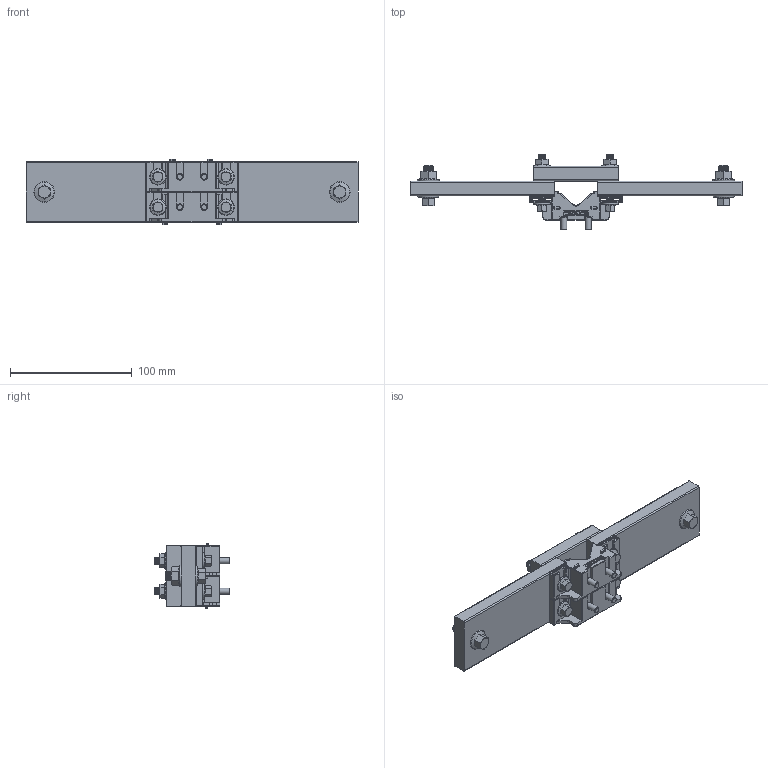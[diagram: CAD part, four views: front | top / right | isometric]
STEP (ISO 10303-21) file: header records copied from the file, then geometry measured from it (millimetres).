
FILE_DESCRIPTION(/* description */ (''),/* implementation_level */ '2;1');
FILE_NAME(/* name */ 'TNL1000.step',/* time_stamp */ '2022-04-12T08:43:07+01:00',/* author */ (''),/* organization */ (''),/* preprocessor_version */ 'ST-DEVELOPER v18.1',/* originating_system */ 'Autodesk Translation Framework v10.14.0.1471',/* authorisation */ '');
FILE_SCHEMA (('AUTOMOTIVE_DESIGN { 1 0 10303 214 3 1 1 }'));
Length unit declared in the file: millimetre
Products named in the file (9): TNL1000; Neutral Link Incoming Copper_1000INC; Neutral Link Link Copper_1000LINK; hex flange bolt small_bsi_ISO 4162 - M8 x 25 x 25-S; hex flange nut gradea_bsi_Hexagon Flange Nut ISO - 4161 - M8 - N; NL Support; hex flange nut gradea_bsi_Hexagon Flange Nut ISO - 4161 - M6 - N; hex flange bolt small_bsi_ISO 4162 - M6 x 40 x 40-S; hex flange bolt small_bsi_ISO 4162 - M5 x 12 x 12-N
Assembly tree (21 placements, depth 2):
  TNL1000
    NL Support  x2
    Neutral Link Incoming Copper_1000INC  x2
    Neutral Link Link Copper_1000LINK
    hex flange nut gradea_bsi_Hexagon Flange Nut ISO - 4161 - M6 - N  x4
    hex flange bolt small_bsi_ISO 4162 - M8 x 25 x 25-S  x2
    hex flange nut gradea_bsi_Hexagon Flange Nut ISO - 4161 - M8 - N  x2
    hex flange bolt small_bsi_ISO 4162 - M5 x 12 x 12-N  x4
    hex flange bolt small_bsi_ISO 4162 - M6 x 40 x 40-S  x4
Bounding box: 273 x 62 x 54 mm (x, y, z)
Volume: 215302.8 mm3; surface area: 78044.5 mm2
Topology: 21 solids, 21 shells, 2349 faces, 6126 edges, 3800 vertices
Faces by surface type: plane 711, cylinder 596, cone 522, bspline 364, torus 110, sphere 46
Full cylindrical faces by diameter (mm): 5 x8, 6 x168, 6.8 x2, 8 x42, 10.2 x2
Entity records: 38098 total; most frequent: CARTESIAN_POINT 14205, ORIENTED_EDGE 5128, DIRECTION 4734, EDGE_CURVE 2564, AXIS2_PLACEMENT_3D 1702, VERTEX_POINT 1600, LINE 1330, VECTOR 1330
